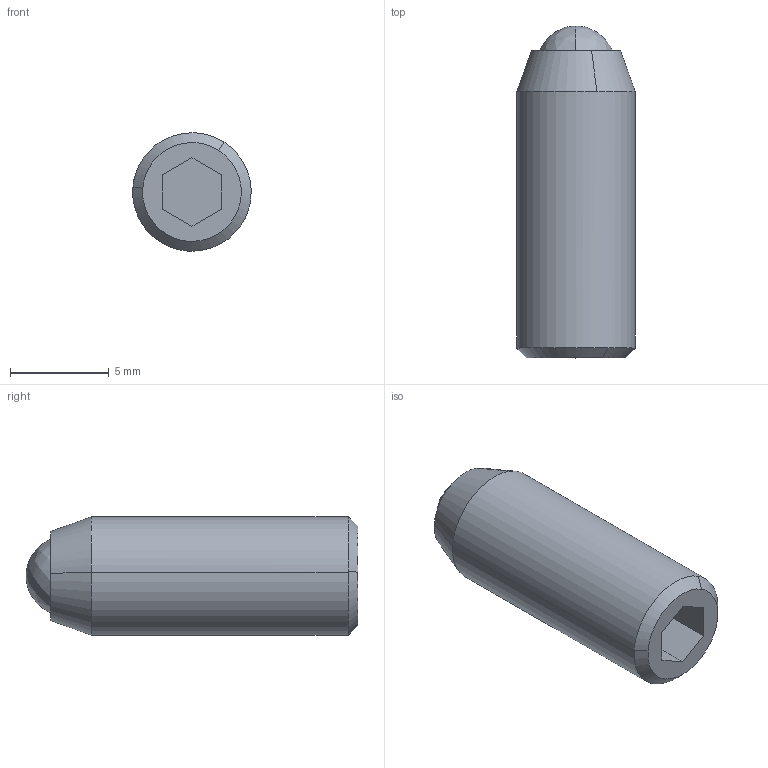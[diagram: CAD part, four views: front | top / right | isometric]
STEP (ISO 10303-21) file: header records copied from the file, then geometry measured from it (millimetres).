
FILE_DESCRIPTION((''),'2;1');
FILE_NAME('','2005-07-15T11:50:22',(''),(''),'','CADfix','');
FILE_SCHEMA(('AUTOMOTIVE_DESIGN'));
Length unit declared in the file: millimetre
Products named in the file (3): body; ball; SCSS_M6_16_R_19070_36
Assembly tree (2 placements, depth 2):
  SCSS_M6_16_R_19070_36
    body
    ball
Bounding box: 5.99 x 16.8 x 6 mm (x, y, z)
Volume: 372.9 mm3; surface area: 476.3 mm2
Topology: 2 solids, 2 shells, 20 faces, 55 edges, 41 vertices
Faces by surface type: bspline 20
Entity records: 811 total; most frequent: CARTESIAN_POINT 427, ORIENTED_EDGE 110, EDGE_CURVE 55, VERTEX_POINT 41, QUASI_UNIFORM_CURVE 26, EDGE_LOOP 22, FACE_OUTER_BOUND 20, ADVANCED_FACE 20
